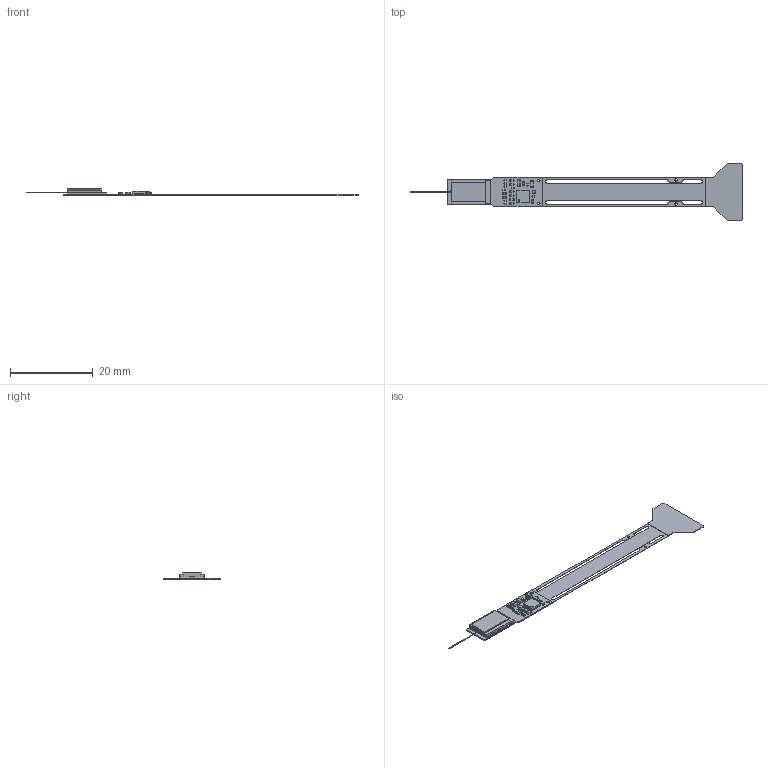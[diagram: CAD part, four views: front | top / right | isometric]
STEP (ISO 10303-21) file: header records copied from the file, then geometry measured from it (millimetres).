
FILE_DESCRIPTION(/* description */ (''),/* implementation_level */ '2;1');
FILE_NAME(/* name */ 'Neuropixels V1 (mouse) v3.step',/* time_stamp */ '2022-11-23T11:12:33-05:00',/* author */ (''),/* organization */ (''),/* preprocessor_version */ 'ST-DEVELOPER v19.2',/* originating_system */ 'Autodesk Translation Framework v11.17.0.187',/* authorisation */ '');
FILE_SCHEMA (('AUTOMOTIVE_DESIGN { 1 0 10303 214 3 1 1 }'));
Length unit declared in the file: inch
Products named in the file (1): Neuropixels V1 (mouse)
Bounding box: 80.37 x 13.8 x 1.75 mm (x, y, z)
Volume: 162.3 mm3; surface area: 1263.9 mm2
Topology: 72 solids, 72 shells, 1490 faces, 3255 edges, 1718 vertices
Faces by surface type: plane 481, cylinder 452, sphere 340, bspline 216, cone 1
Full cylindrical faces by diameter (mm): 0.6 x4
Entity records: 44502 total; most frequent: CARTESIAN_POINT 13674, DIRECTION 6567, ORIENTED_EDGE 6126, EDGE_CURVE 3063, AXIS2_PLACEMENT_3D 2561, VERTEX_POINT 1720, EDGE_LOOP 1505, FACE_OUTER_BOUND 1490
